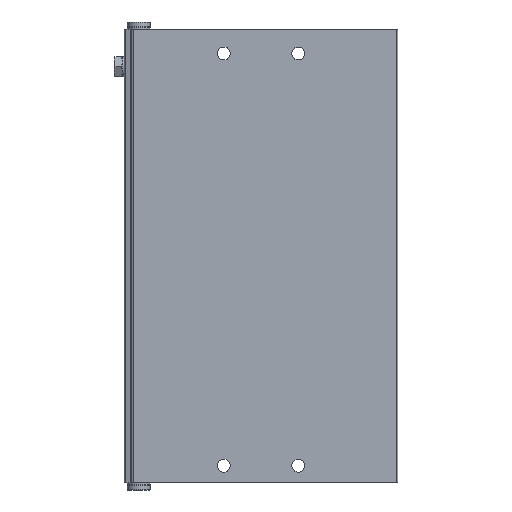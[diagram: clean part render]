
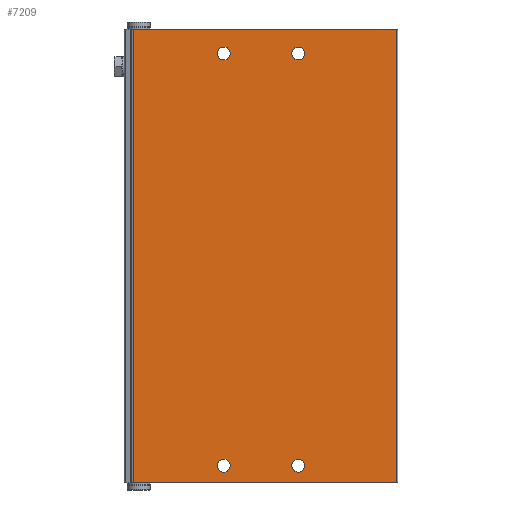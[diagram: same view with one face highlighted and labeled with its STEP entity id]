
A CAD part, front view. The second image highlights one B-rep face of the part: STEP entity #7209.
In plain terms, the highlighted planar face has unit normal (0, -1, 0).
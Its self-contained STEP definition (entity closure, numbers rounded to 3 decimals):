
#67=PLANE('',#8154);
#423=LINE('',#11944,#925);
#424=LINE('',#11956,#926);
#425=LINE('',#11958,#927);
#426=LINE('',#11960,#928);
#925=VECTOR('',#9075,1000.);
#926=VECTOR('',#9088,1000.);
#927=VECTOR('',#9089,1000.);
#928=VECTOR('',#9090,1000.);
#1589=ORIENTED_EDGE('',*,*,#3470,.T.);
#1590=ORIENTED_EDGE('',*,*,#3471,.T.);
#1591=ORIENTED_EDGE('',*,*,#3472,.T.);
#1592=ORIENTED_EDGE('',*,*,#3473,.T.);
#1593=ORIENTED_EDGE('',*,*,#3474,.T.);
#1594=ORIENTED_EDGE('',*,*,#3475,.F.);
#1595=ORIENTED_EDGE('',*,*,#3476,.F.);
#1596=ORIENTED_EDGE('',*,*,#3468,.T.);
#3468=EDGE_CURVE('',#4408,#4407,#423,.T.);
#3470=EDGE_CURVE('',#4409,#4409,#5051,.T.);
#3471=EDGE_CURVE('',#4410,#4410,#5052,.T.);
#3472=EDGE_CURVE('',#4411,#4411,#5053,.T.);
#3473=EDGE_CURVE('',#4412,#4412,#5054,.T.);
#3474=EDGE_CURVE('',#4407,#4413,#424,.T.);
#3475=EDGE_CURVE('',#4414,#4413,#425,.T.);
#3476=EDGE_CURVE('',#4408,#4414,#426,.T.);
#4407=VERTEX_POINT('',#11943);
#4408=VERTEX_POINT('',#11945);
#4409=VERTEX_POINT('',#11949);
#4410=VERTEX_POINT('',#11951);
#4411=VERTEX_POINT('',#11953);
#4412=VERTEX_POINT('',#11955);
#4413=VERTEX_POINT('',#11957);
#4414=VERTEX_POINT('',#11959);
#5051=CIRCLE('',#8155,2.25);
#5052=CIRCLE('',#8156,2.25);
#5053=CIRCLE('',#8157,2.25);
#5054=CIRCLE('',#8158,2.25);
#5449=EDGE_LOOP('',(#1589));
#5450=EDGE_LOOP('',(#1590));
#5451=EDGE_LOOP('',(#1591));
#5452=EDGE_LOOP('',(#1592));
#5453=EDGE_LOOP('',(#1593,#1594,#1595,#1596));
#6275=FACE_BOUND('',#5449,.T.);
#6276=FACE_BOUND('',#5450,.T.);
#6277=FACE_BOUND('',#5451,.T.);
#6278=FACE_BOUND('',#5452,.T.);
#6279=FACE_BOUND('',#5453,.T.);
#7209=ADVANCED_FACE('',(#6275,#6276,#6277,#6278,#6279),#67,.F.);
#8154=AXIS2_PLACEMENT_3D('',#11947,#9078,#9079);
#8155=AXIS2_PLACEMENT_3D('',#11948,#9080,#9081);
#8156=AXIS2_PLACEMENT_3D('',#11950,#9082,#9083);
#8157=AXIS2_PLACEMENT_3D('',#11952,#9084,#9085);
#8158=AXIS2_PLACEMENT_3D('',#11954,#9086,#9087);
#9075=DIRECTION('',(0.,0.,-1.));
#9078=DIRECTION('',(0.,1.,0.));
#9079=DIRECTION('',(0.,0.,1.));
#9080=DIRECTION('',(0.,1.,0.));
#9081=DIRECTION('',(0.,0.,1.));
#9082=DIRECTION('',(0.,1.,0.));
#9083=DIRECTION('',(0.,0.,1.));
#9084=DIRECTION('',(0.,1.,0.));
#9085=DIRECTION('',(0.,0.,1.));
#9086=DIRECTION('',(0.,1.,0.));
#9087=DIRECTION('',(0.,0.,1.));
#9088=DIRECTION('',(1.,0.,0.));
#9089=DIRECTION('',(0.,0.,-1.));
#9090=DIRECTION('',(1.,0.,0.));
#11943=CARTESIAN_POINT('',(-47.3,0.,0.));
#11944=CARTESIAN_POINT('',(-47.3,0.,158.5));
#11945=CARTESIAN_POINT('',(-47.3,0.,158.5));
#11947=CARTESIAN_POINT('',(-47.3,0.,158.5));
#11948=CARTESIAN_POINT('',(-13.,0.,8.5));
#11949=CARTESIAN_POINT('',(-13.,0.,10.75));
#11950=CARTESIAN_POINT('',(13.,0.,152.5));
#11951=CARTESIAN_POINT('',(13.,0.,154.75));
#11952=CARTESIAN_POINT('',(-13.,0.,152.5));
#11953=CARTESIAN_POINT('',(-13.,0.,154.75));
#11954=CARTESIAN_POINT('',(13.,0.,8.5));
#11955=CARTESIAN_POINT('',(13.,0.,10.75));
#11956=CARTESIAN_POINT('',(-47.3,0.,0.));
#11957=CARTESIAN_POINT('',(44.7,0.,0.));
#11958=CARTESIAN_POINT('',(44.7,0.,158.5));
#11959=CARTESIAN_POINT('',(44.7,0.,158.5));
#11960=CARTESIAN_POINT('',(-47.3,0.,158.5));
